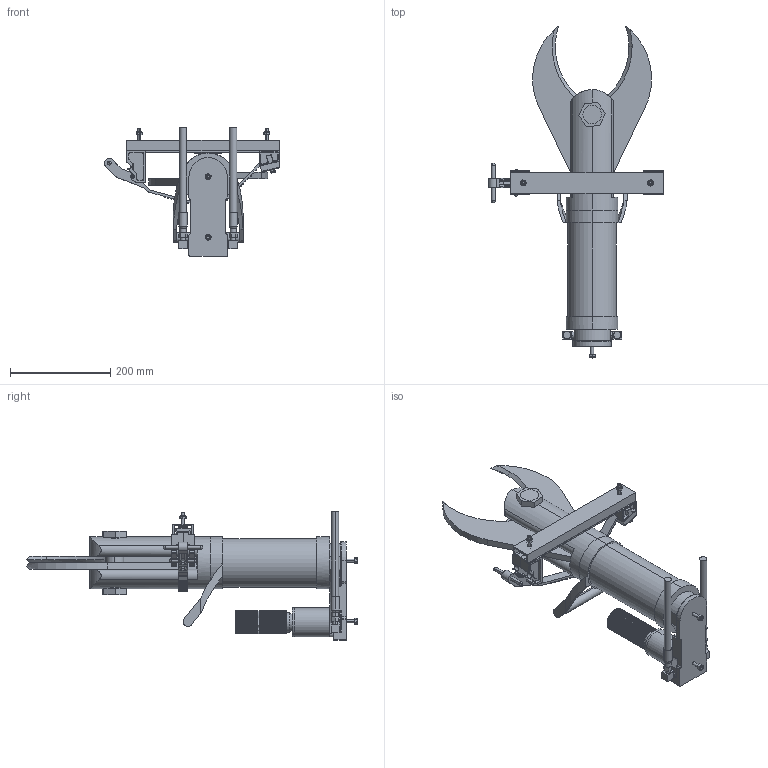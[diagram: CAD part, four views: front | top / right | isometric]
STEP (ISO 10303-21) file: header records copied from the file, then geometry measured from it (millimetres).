
FILE_DESCRIPTION (( 'STEP AP203' ), '1' );
FILE_NAME ('K5021.STEP', '2010-10-21T17:46:51', ( 'PAC' ), ( 'Microsoft' ), 'SwSTEP 2.0', 'SolidWorks 2010', '' );
FILE_SCHEMA (( 'CONFIG_CONTROL_DESIGN' ));
Length unit declared in the file: inch
Products named in the file (19): K5021; 4098; AMKUS BASE 22; K5006_In Use; 1006-1; 2003; 2004; 2005; 2010_compressed; 2011; 2002_HX-SHCS 0.25-20x0.75x0.75-N; 2035 Pack_10" apart; .25-20 x 1.0 lg Hex Bolt_HBOLT 0.2500-20x1x1-N; .25-20 Nylok Nut_MSHXNUT 0.250-20-S-N; 1006-3; 2008 - IN USE K5021; 2032_4.75" apart; 2031_CR-FHMS 0.25-20x0.75x0.75-N; 2069LN_MSHXNUT 0.250-20-S-N
Assembly tree (28 placements, depth 4):
  K5021
    2032_4.75" apart
      2031_CR-FHMS 0.25-20x0.75x0.75-N  x2
      2069LN_MSHXNUT 0.250-20-S-N  x2
    AMKUS BASE 22
    4098
    2008 - IN USE K5021
    K5006_In Use
      2003
      1006-3  x2
      2011  x2
      1006-1
      2005
      2002_HX-SHCS 0.25-20x0.75x0.75-N  x4
      2010_compressed  x2
      2035 Pack_10" apart
        .25-20 Nylok Nut_MSHXNUT 0.250-20-S-N  x2
        .25-20 x 1.0 lg Hex Bolt_HBOLT 0.2500-20x1x1-N  x2
      2004
Bounding box: 348.7 x 661.88 x 256.86 mm (x, y, z)
Volume: 5071443.7 mm3; surface area: 678838.2 mm2
Topology: 41 solids, 41 shells, 1912 faces, 4773 edges, 2971 vertices
Faces by surface type: plane 891, cylinder 575, torus 151, bspline 146, cone 117, sphere 32
Entity records: 67930 total; most frequent: CARTESIAN_POINT 25595, ORIENTED_EDGE 8422, DIRECTION 8230, EDGE_CURVE 4211, AXIS2_PLACEMENT_3D 2847, VERTEX_POINT 2660, VECTOR 2536, LINE 2536
